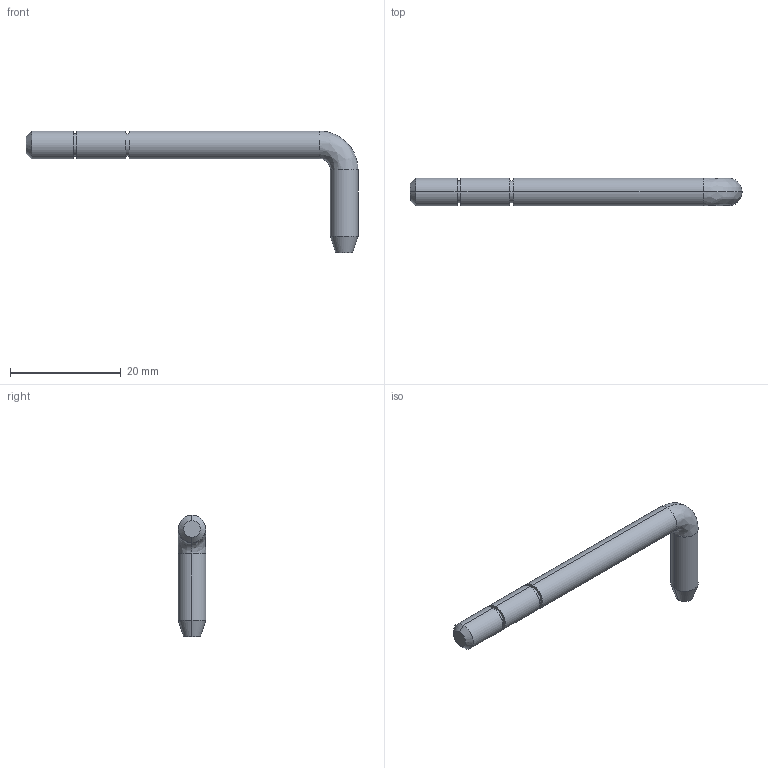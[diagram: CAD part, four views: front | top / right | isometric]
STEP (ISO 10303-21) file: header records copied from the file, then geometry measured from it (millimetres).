
FILE_DESCRIPTION( (''), '2;1');
FILE_NAME ('PC002.10632.TH_183_1_1508.stp','2025-08-18T19:11:07',(''),(''),'spGate 19.8.4 (****-****-****-****)','','');
FILE_SCHEMA (('AUTOMOTIVE_DESIGN'));
Length unit declared in the file: millimetre
Bounding box: 60 x 5 x 22 mm (x, y, z)
Volume: 1437.3 mm3; surface area: 1212 mm2
Topology: 1 solids, 1 shells, 24 faces, 46 edges, 28 vertices
Faces by surface type: cylinder 12, bspline 6, plane 6
Entity records: 1089 total; most frequent: CARTESIAN_POINT 208, DIRECTION 94, ORIENTED_EDGE 92, COLOUR_RGB 71, PRESENTATION_STYLE_ASSIGNMENT 71, STYLED_ITEM 71, AXIS2_PLACEMENT_3D 47, EDGE_CURVE 46
